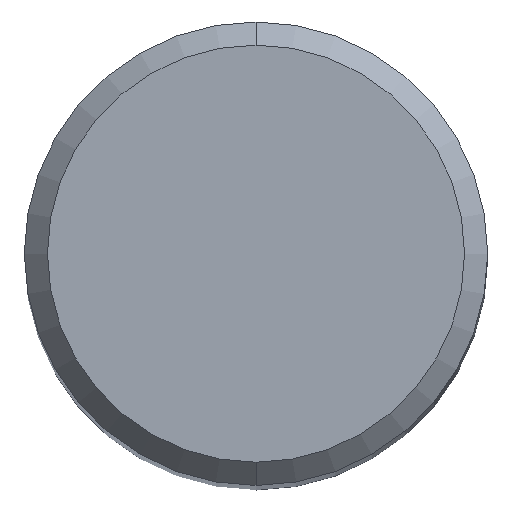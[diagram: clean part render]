
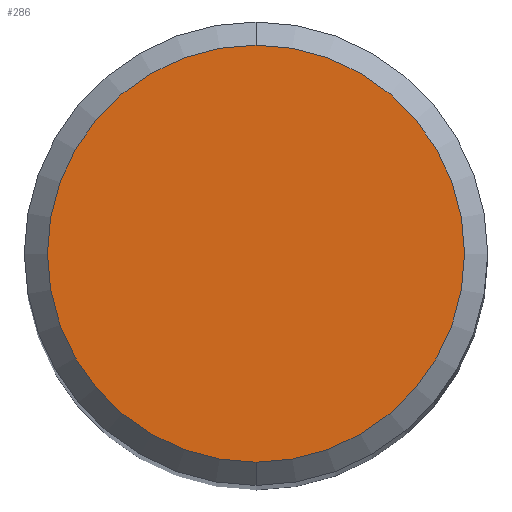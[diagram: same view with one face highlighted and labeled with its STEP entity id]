
A CAD part, top view. The second image highlights one B-rep face of the part: STEP entity #286.
In plain terms, the highlighted planar face has unit normal (0, 0, 1).
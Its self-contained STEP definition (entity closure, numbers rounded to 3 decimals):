
#286=ADVANCED_FACE('',(#596),#597,.T.);
#296=EDGE_CURVE('',#434,#352,#607,.T.);
#352=VERTEX_POINT('',#669);
#400=EDGE_CURVE('',#352,#434,#718,.T.);
#434=VERTEX_POINT('',#756);
#596=FACE_OUTER_BOUND('',#1010,.T.);
#597=PLANE('',#1011);
#607=CIRCLE('',#1052,3.6);
#669=CARTESIAN_POINT('',(0.0,3.6,0.0));
#718=CIRCLE('',#1310,3.6);
#756=CARTESIAN_POINT('',(0.,-3.6,0.0));
#1010=EDGE_LOOP('',(#1590,#1591));
#1011=AXIS2_PLACEMENT_3D('',#1592,#1593,#1594);
#1052=AXIS2_PLACEMENT_3D('',#1599,#1600,#1601);
#1310=AXIS2_PLACEMENT_3D('',#1694,#1695,#1696);
#1590=ORIENTED_EDGE('',*,*,#400,.F.);
#1591=ORIENTED_EDGE('',*,*,#296,.F.);
#1592=CARTESIAN_POINT('',(0.0,1.8,0.0));
#1593=DIRECTION('',(-0.0,0.0,1.0));
#1594=DIRECTION('',(0.0,-1.0,0.0));
#1599=CARTESIAN_POINT('',(0.0,0.0,0.0));
#1600=DIRECTION('',(0.0,0.0,-1.0));
#1601=DIRECTION('',(0.0,1.0,0.0));
#1694=CARTESIAN_POINT('',(0.0,0.0,0.0));
#1695=DIRECTION('',(0.0,0.0,-1.0));
#1696=DIRECTION('',(0.0,1.0,0.0));
